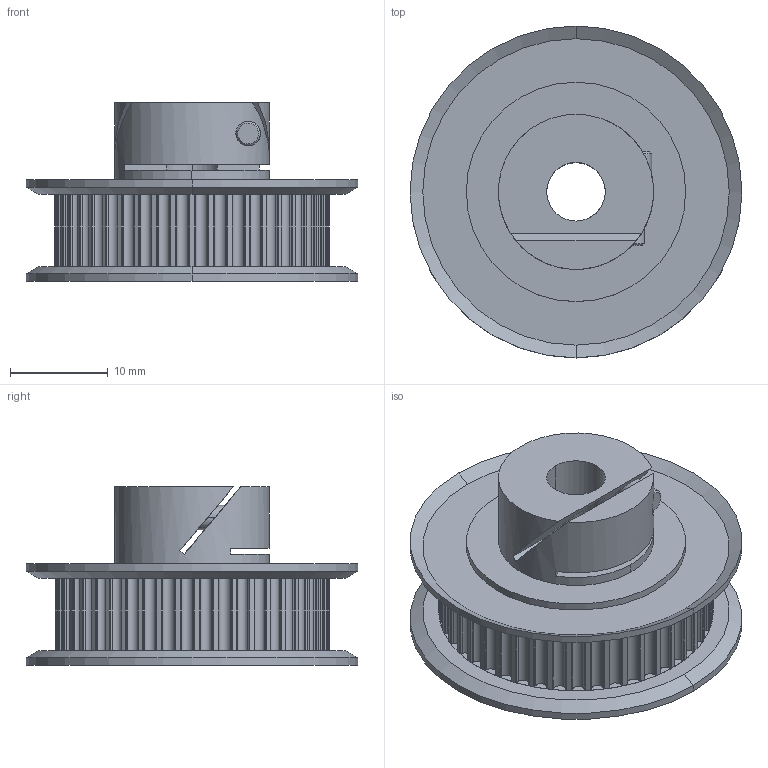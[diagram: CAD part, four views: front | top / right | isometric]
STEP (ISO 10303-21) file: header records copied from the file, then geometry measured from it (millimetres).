
FILE_DESCRIPTION((''),'2;1');
FILE_NAME('7','2023-10-20T',('SYSTEM'),(''),'PRO/ENGINEER BY PARAMETRIC TECHNOLOGY CORPORATION, 2016360','PRO/ENGINEER BY PARAMETRIC TECHNOLOGY CORPORATION, 2016360','');
FILE_SCHEMA(('AUTOMOTIVE_DESIGN { 1 0 10303 214 1 1 1 1 }'));
Length unit declared in the file: millimetre
Products named in the file (1): 7
Bounding box: 34 x 34 x 18.3 mm (x, y, z)
Volume: 7207.1 mm3; surface area: 4892.1 mm2
Topology: 1 solids, 1 shells, 378 faces, 973 edges, 648 vertices
Faces by surface type: cylinder 249, plane 117, cone 12
Entity records: 12361 total; most frequent: CARTESIAN_POINT 2361, DIRECTION 2324, ORIENTED_EDGE 1946, AXIS2_PLACEMENT_3D 989, EDGE_CURVE 973, VERTEX_POINT 648, CIRCLE 611, EDGE_LOOP 435
